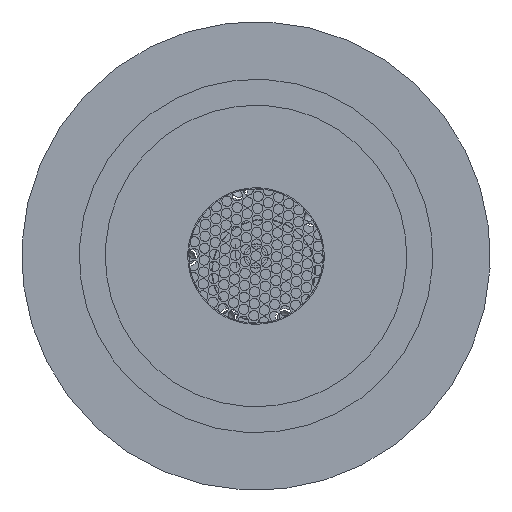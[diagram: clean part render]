
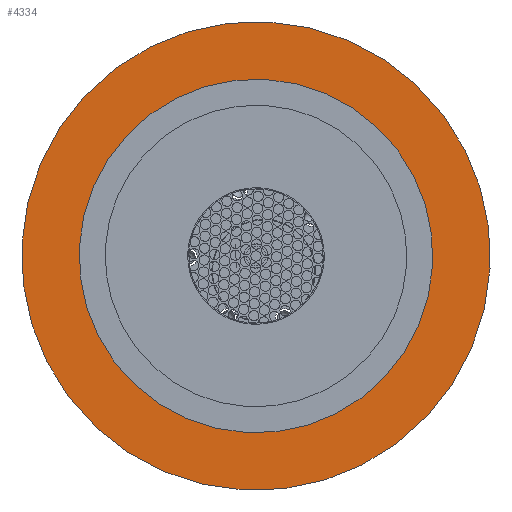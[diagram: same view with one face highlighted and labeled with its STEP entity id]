
A CAD part, front view. The second image highlights one B-rep face of the part: STEP entity #4334.
In plain terms, the highlighted planar face has unit normal (0, -1, 0).
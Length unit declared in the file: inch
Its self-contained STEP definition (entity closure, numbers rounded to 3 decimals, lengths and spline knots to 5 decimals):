
#163 = DIRECTION ( 'NONE',  ( -0.119, 0., 0.993 ) ) ;
#174 = CARTESIAN_POINT ( 'NONE',  ( 1.46968, 0.39758, 0.0978 ) ) ;
#201 = DIRECTION ( 'NONE',  ( 0., 1., 0. ) ) ;
#256 = CARTESIAN_POINT ( 'NONE',  ( 1.46968, 0.39758, 0.0978 ) ) ;
#885 = DIRECTION ( 'NONE',  ( -0.119, 0., 0.993 ) ) ;
#989 = EDGE_CURVE ( 'NONE', #9028, #9028, #3493, .T. ) ;
#1933 = DIRECTION ( 'NONE',  ( 0., -1., 0. ) ) ;
#1953 = FACE_BOUND ( 'NONE', #5463, .T. ) ;
#3493 = CIRCLE ( 'NONE', #8271, 0.815 ) ;
#3686 = AXIS2_PLACEMENT_3D ( 'NONE', #174, #5650, #885 ) ;
#4243 = EDGE_LOOP ( 'NONE', ( #6185 ) ) ;
#4295 = PLANE ( 'NONE',  #5920 ) ;
#4334 = ADVANCED_FACE ( 'NONE', ( #1953, #8065 ), #4295, .T. ) ;
#5407 = CARTESIAN_POINT ( 'NONE',  ( 1.34121, 0.39758, 1.17013 ) ) ;
#5463 = EDGE_LOOP ( 'NONE', ( #5484 ) ) ;
#5484 = ORIENTED_EDGE ( 'NONE', *, *, #989, .T. ) ;
#5650 = DIRECTION ( 'NONE',  ( 0., -1., 0. ) ) ;
#5852 = CARTESIAN_POINT ( 'NONE',  ( 1.37273, 0.39758, 0.90701 ) ) ;
#5920 = AXIS2_PLACEMENT_3D ( 'NONE', #6637, #1933, #7353 ) ;
#6185 = ORIENTED_EDGE ( 'NONE', *, *, #7164, .T. ) ;
#6637 = CARTESIAN_POINT ( 'NONE',  ( 1.46968, 0.39758, 0.0978 ) ) ;
#7036 = VERTEX_POINT ( 'NONE', #5407 ) ;
#7164 = EDGE_CURVE ( 'NONE', #7036, #7036, #8642, .T. ) ;
#7353 = DIRECTION ( 'NONE',  ( -0.119, 0., 0.993 ) ) ;
#8065 = FACE_OUTER_BOUND ( 'NONE', #4243, .T. ) ;
#8271 = AXIS2_PLACEMENT_3D ( 'NONE', #256, #201, #163 ) ;
#8642 = CIRCLE ( 'NONE', #3686, 1.08 ) ;
#9028 = VERTEX_POINT ( 'NONE', #5852 ) ;
